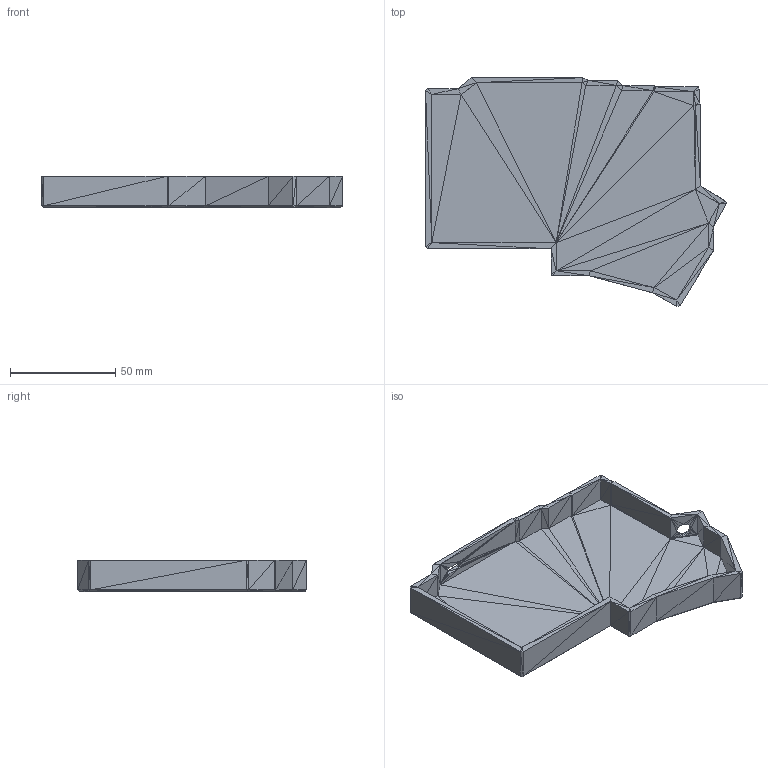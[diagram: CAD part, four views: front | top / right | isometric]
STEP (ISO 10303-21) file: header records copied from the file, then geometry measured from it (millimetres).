
FILE_DESCRIPTION((''),'2;1');
FILE_NAME('shapr3d_export_2025-12-08_22h03m', '2025-12-08T22:04:00', (''), (''), 'ImageToStl.com STEP Converter','', '');
FILE_SCHEMA(('AUTOMOTIVE_DESIGN_CC2'));
Length unit declared in the file: metre
Products named in the file (1): product0
Bounding box: 142.76 x 108.46 x 15 mm (x, y, z)
Surface area: 35595.4 mm2 (no closed solid volume)
Topology: 0 solids, 538 shells, 538 faces, 1614 edges, 267 vertices
Faces by surface type: plane 538
Entity records: 12398 total; most frequent: DIRECTION 2692, ORIENTED_EDGE 1614, EDGE_CURVE 1614, LINE 1614, VECTOR 1614, AXIS2_PLACEMENT_3D 539, FACE_SURFACE 538, PLANE 538
